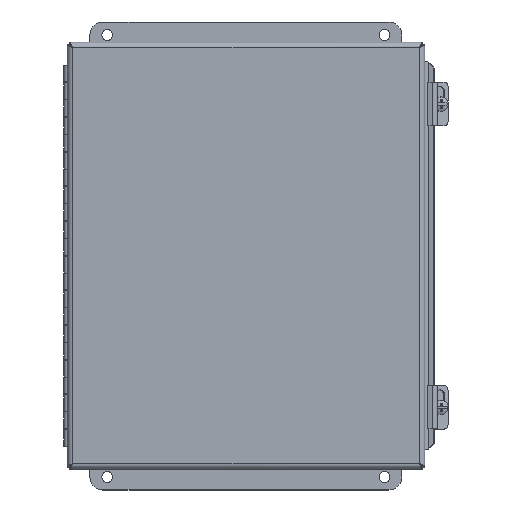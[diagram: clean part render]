
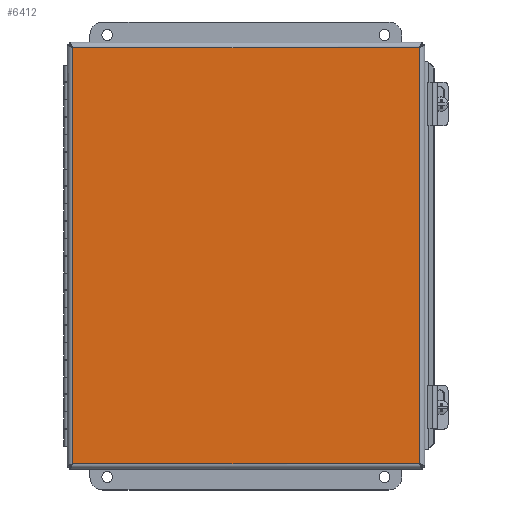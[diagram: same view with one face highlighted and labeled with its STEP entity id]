
A CAD part, top view. The second image highlights one B-rep face of the part: STEP entity #6412.
In plain terms, the highlighted face is planar.
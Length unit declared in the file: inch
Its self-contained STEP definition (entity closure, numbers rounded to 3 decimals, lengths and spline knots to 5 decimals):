
#662=PLANE('',#6867);
#962=FACE_OUTER_BOUND('',#1395,.T.);
#1395=EDGE_LOOP('',(#5269,#5270,#5271,#5272));
#2005=LINE('',#10507,#2561);
#2021=LINE('',#10609,#2577);
#2035=LINE('',#10706,#2591);
#2042=LINE('',#10789,#2598);
#2561=VECTOR('',#8125,12.007);
#2577=VECTOR('',#8155,10.007);
#2591=VECTOR('',#8183,12.007);
#2598=VECTOR('',#8200,10.007);
#3067=VERTEX_POINT('',#10498);
#3068=VERTEX_POINT('',#10506);
#3079=VERTEX_POINT('',#10601);
#3087=VERTEX_POINT('',#10698);
#3792=EDGE_CURVE('',#3068,#3067,#2005,.T.);
#3812=EDGE_CURVE('',#3067,#3079,#2021,.T.);
#3830=EDGE_CURVE('',#3079,#3087,#2035,.T.);
#3841=EDGE_CURVE('',#3087,#3068,#2042,.T.);
#5269=ORIENTED_EDGE('',*,*,#3792,.T.);
#5270=ORIENTED_EDGE('',*,*,#3812,.T.);
#5271=ORIENTED_EDGE('',*,*,#3830,.T.);
#5272=ORIENTED_EDGE('',*,*,#3841,.T.);
#6412=ADVANCED_FACE('',(#962),#662,.F.);
#6867=AXIS2_PLACEMENT_3D('',#10875,#8225,#8226);
#8125=DIRECTION('',(0.,-1.,0.));
#8155=DIRECTION('',(-1.,0.,0.));
#8183=DIRECTION('',(0.,1.,0.));
#8200=DIRECTION('',(1.,0.,0.));
#8225=DIRECTION('center_axis',(0.,0.,1.));
#8226=DIRECTION('ref_axis',(1.,0.,0.));
#10498=CARTESIAN_POINT('',(10.15975,0.15275,0.));
#10506=CARTESIAN_POINT('',(10.15975,12.15975,0.));
#10507=CARTESIAN_POINT('',(10.15975,9.158,0.));
#10601=CARTESIAN_POINT('',(0.15275,0.15275,0.));
#10609=CARTESIAN_POINT('',(7.658,0.15275,0.));
#10698=CARTESIAN_POINT('',(0.15275,12.15975,0.));
#10706=CARTESIAN_POINT('',(0.15275,3.1545,0.));
#10789=CARTESIAN_POINT('',(2.6545,12.15975,0.));
#10875=CARTESIAN_POINT('Origin',(5.15625,6.15625,0.));
